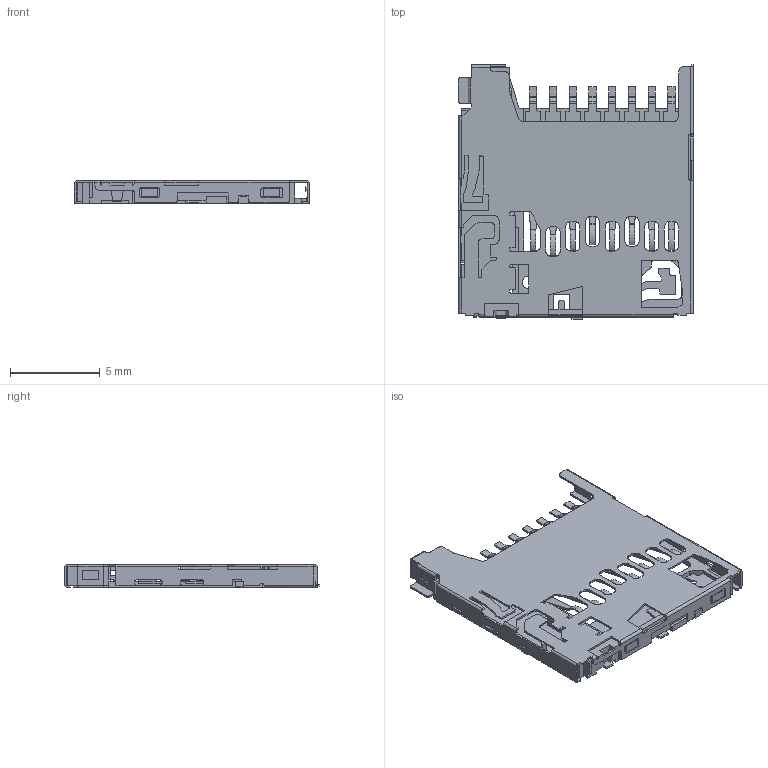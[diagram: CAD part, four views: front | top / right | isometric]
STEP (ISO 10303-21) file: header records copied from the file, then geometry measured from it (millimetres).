
FILE_DESCRIPTION(('CAx-IF Rec.Pracs.---Model Styling and Organization---1.5---2016-08-15','CAx-IF Rec.Pracs.---Geometric and Assembly Validation Properties---4.4---2016-08-17','CAx-IF Rec.Pracs.---User Defined Attributes---1.5---2016-08-15','CAx-IF Rec.Pracs.---External References---2.1---2005-01-19'),'2;1');
FILE_NAME('269057.step','2023-02-08T07:52:35',('Unspecified'),('Unspecified'),'CAD Exchanger 3.8.1 (cadexchanger.com)','Unspecified','');
FILE_SCHEMA(('AUTOMOTIVE_DESIGN { 1 0 10303 214 1 1 1 1 }'));
Length unit declared in the file: millimetre
Products named in the file (1): 5033980891
Bounding box: 13.1 x 14.17 x 1.28 mm (x, y, z)
Volume: 55.6 mm3; surface area: 665.2 mm2
Topology: 1 solids, 1 shells, 956 faces, 2807 edges, 1823 vertices
Faces by surface type: plane 630, cylinder 278, bspline 48
Entity records: 32887 total; most frequent: CARTESIAN_POINT 7187, ORIENTED_EDGE 5614, DIRECTION 5083, EDGE_CURVE 2807, LINE 2149, VECTOR 2149, VERTEX_POINT 1823, AXIS2_PLACEMENT_3D 1467
